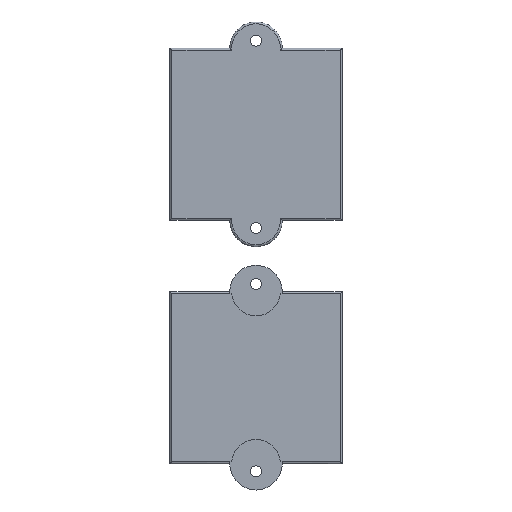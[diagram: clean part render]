
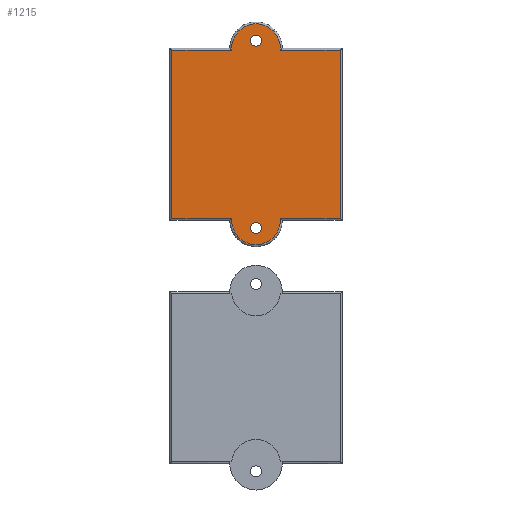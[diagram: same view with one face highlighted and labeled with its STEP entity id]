
A CAD part, front view. The second image highlights one B-rep face of the part: STEP entity #1215.
In plain terms, the highlighted planar face has unit normal (0, -1, 0).
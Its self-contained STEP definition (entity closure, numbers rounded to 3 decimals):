
#17=FACE_BOUND('',#192,.T.);
#18=FACE_BOUND('',#193,.T.);
#30=PLANE('',#1311);
#67=CIRCLE('',#1293,6.5);
#70=CIRCLE('',#1302,6.5);
#72=CIRCLE('',#1312,1.495);
#73=CIRCLE('',#1313,1.495);
#119=FACE_OUTER_BOUND('',#191,.T.);
#191=EDGE_LOOP('',(#867,#868,#869,#870,#871,#872,#873,#874));
#192=EDGE_LOOP('',(#875));
#193=EDGE_LOOP('',(#876));
#277=LINE('',#1770,#403);
#279=LINE('',#1810,#405);
#281=LINE('',#1816,#407);
#283=LINE('',#1822,#409);
#286=LINE('',#1862,#412);
#288=LINE('',#1866,#414);
#403=VECTOR('',#1410,10.);
#405=VECTOR('',#1422,10.);
#407=VECTOR('',#1428,10.);
#409=VECTOR('',#1434,10.);
#412=VECTOR('',#1445,10.);
#414=VECTOR('',#1451,10.);
#529=VERTEX_POINT('',#1768);
#530=VERTEX_POINT('',#1769);
#533=VERTEX_POINT('',#1790);
#535=VERTEX_POINT('',#1809);
#537=VERTEX_POINT('',#1815);
#539=VERTEX_POINT('',#1821);
#542=VERTEX_POINT('',#1842);
#544=VERTEX_POINT('',#1861);
#550=VERTEX_POINT('',#1886);
#551=VERTEX_POINT('',#1888);
#641=EDGE_CURVE('',#529,#530,#277,.T.);
#645=EDGE_CURVE('',#530,#533,#67,.T.);
#648=EDGE_CURVE('',#533,#535,#279,.T.);
#651=EDGE_CURVE('',#535,#537,#281,.T.);
#654=EDGE_CURVE('',#537,#539,#283,.T.);
#658=EDGE_CURVE('',#539,#542,#70,.T.);
#661=EDGE_CURVE('',#542,#544,#286,.T.);
#664=EDGE_CURVE('',#544,#529,#288,.T.);
#674=EDGE_CURVE('',#550,#550,#72,.T.);
#675=EDGE_CURVE('',#551,#551,#73,.T.);
#867=ORIENTED_EDGE('',*,*,#641,.F.);
#868=ORIENTED_EDGE('',*,*,#664,.F.);
#869=ORIENTED_EDGE('',*,*,#661,.F.);
#870=ORIENTED_EDGE('',*,*,#658,.F.);
#871=ORIENTED_EDGE('',*,*,#654,.F.);
#872=ORIENTED_EDGE('',*,*,#651,.F.);
#873=ORIENTED_EDGE('',*,*,#648,.F.);
#874=ORIENTED_EDGE('',*,*,#645,.F.);
#875=ORIENTED_EDGE('',*,*,#674,.T.);
#876=ORIENTED_EDGE('',*,*,#675,.T.);
#1215=ADVANCED_FACE('',(#119,#17,#18),#30,.T.);
#1293=AXIS2_PLACEMENT_3D('',#1791,#1416,#1417);
#1302=AXIS2_PLACEMENT_3D('',#1843,#1440,#1441);
#1311=AXIS2_PLACEMENT_3D('',#1885,#1470,#1471);
#1312=AXIS2_PLACEMENT_3D('',#1887,#1472,#1473);
#1313=AXIS2_PLACEMENT_3D('',#1889,#1474,#1475);
#1410=DIRECTION('',(1.,0.,0.));
#1416=DIRECTION('center_axis',(0.,1.,0.));
#1417=DIRECTION('ref_axis',(0.,0.,1.));
#1422=DIRECTION('',(1.,0.,0.));
#1428=DIRECTION('',(0.,0.,-1.));
#1434=DIRECTION('',(-1.,0.,0.));
#1440=DIRECTION('center_axis',(0.,1.,0.));
#1441=DIRECTION('ref_axis',(0.,0.,-1.));
#1445=DIRECTION('',(-1.,0.,0.));
#1451=DIRECTION('',(0.,0.,1.));
#1470=DIRECTION('center_axis',(0.,-1.,0.));
#1471=DIRECTION('ref_axis',(0.,0.,-1.));
#1472=DIRECTION('center_axis',(0.,1.,0.));
#1473=DIRECTION('ref_axis',(-1.,0.,0.));
#1474=DIRECTION('center_axis',(0.,1.,0.));
#1475=DIRECTION('ref_axis',(-1.,0.,0.));
#1768=CARTESIAN_POINT('',(-42.5,-0.1,2.5));
#1769=CARTESIAN_POINT('',(-26.481,-0.1,2.5));
#1770=CARTESIAN_POINT('',(-8.5,-0.1,2.5));
#1790=CARTESIAN_POINT('',(-13.519,-0.1,2.5));
#1791=CARTESIAN_POINT('Origin',(-20.,-0.1,3.));
#1809=CARTESIAN_POINT('',(2.5,-0.1,2.5));
#1810=CARTESIAN_POINT('',(-8.5,-0.1,2.5));
#1815=CARTESIAN_POINT('',(2.5,-0.1,-42.5));
#1816=CARTESIAN_POINT('',(2.5,-0.1,-31.5));
#1821=CARTESIAN_POINT('',(-13.519,-0.1,-42.5));
#1822=CARTESIAN_POINT('',(-31.5,-0.1,-42.5));
#1842=CARTESIAN_POINT('',(-26.481,-0.1,-42.5));
#1843=CARTESIAN_POINT('Origin',(-20.,-0.1,-43.));
#1861=CARTESIAN_POINT('',(-42.5,-0.1,-42.5));
#1862=CARTESIAN_POINT('',(-31.5,-0.1,-42.5));
#1866=CARTESIAN_POINT('',(-42.5,-0.1,-8.5));
#1885=CARTESIAN_POINT('Origin',(-20.,-0.1,-20.));
#1886=CARTESIAN_POINT('',(-18.505,-0.1,-45.));
#1887=CARTESIAN_POINT('Origin',(-20.,-0.1,-45.));
#1888=CARTESIAN_POINT('',(-18.505,-0.1,5.));
#1889=CARTESIAN_POINT('Origin',(-20.,-0.1,5.));
